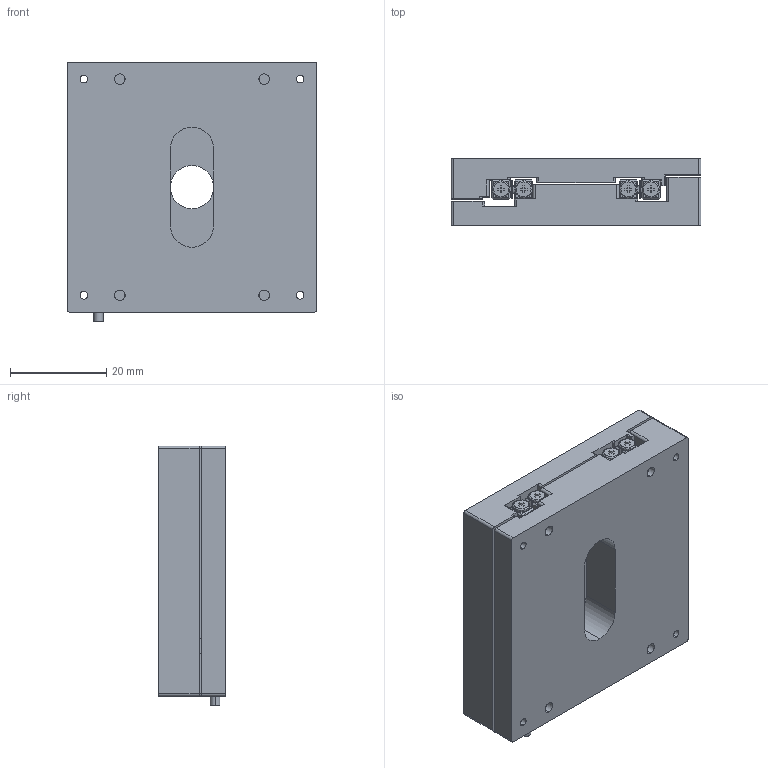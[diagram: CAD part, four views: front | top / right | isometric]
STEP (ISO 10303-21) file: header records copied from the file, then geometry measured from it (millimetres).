
FILE_DESCRIPTION (( 'STEP AP214' ), '1' );
FILE_NAME ('YLS-5252 大负载纳米直线电机.STEP', '2026-01-20T02:26:52', ( '' ), ( '' ), 'SwSTEP 2.0', 'SolidWorks 2022', '' );
FILE_SCHEMA (( 'AUTOMOTIVE_DESIGN' ));
Length unit declared in the file: millimetre
Products named in the file (1): YLS-5252 大负载纳米直线电机
Bounding box: 52 x 14 x 54 mm (x, y, z)
Volume: 32218.3 mm3; surface area: 23278.4 mm2
Topology: 68 solids, 68 shells, 2450 faces, 5934 edges, 3666 vertices
Faces by surface type: plane 1299, cylinder 673, torus 234, cone 210, sphere 34
Entity records: 98790 total; most frequent: CARTESIAN_POINT 13424, DIRECTION 12405, ORIENTED_EDGE 11802, EDGE_CURVE 5901, AXIS2_PLACEMENT_3D 4483, VERTEX_POINT 3666, LINE 3439, VECTOR 3439
